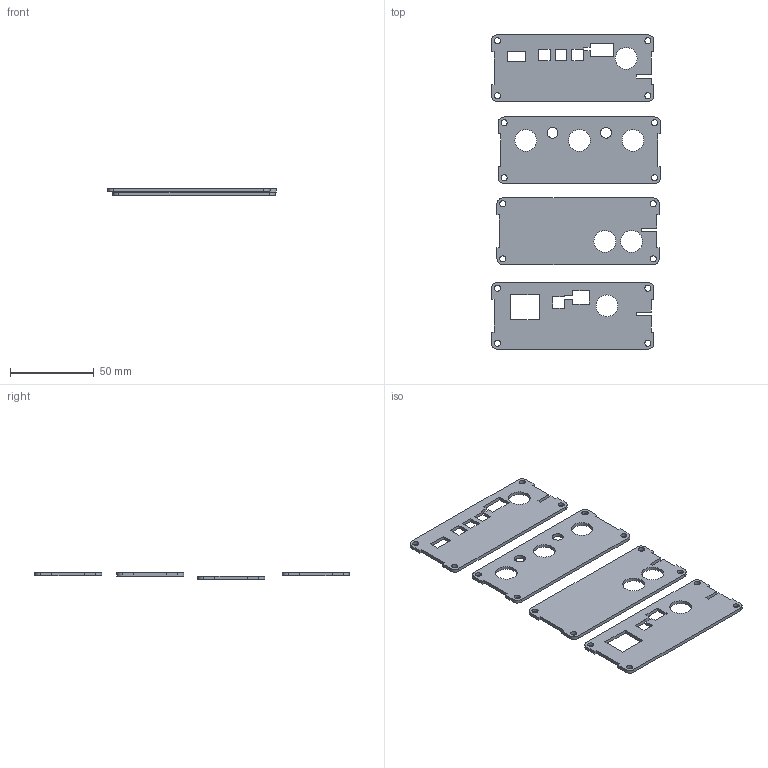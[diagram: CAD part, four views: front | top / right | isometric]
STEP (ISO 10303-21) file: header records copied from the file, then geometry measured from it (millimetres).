
FILE_DESCRIPTION(/* description */ (''),/* implementation_level */ '2;1');
FILE_NAME(/* name */ 'BlinkBoxEndV2v5.step',/* time_stamp */ '2024-01-13T21:25:03-07:00',/* author */ (''),/* organization */ (''),/* preprocessor_version */ 'ST-DEVELOPER v20',/* originating_system */ 'Autodesk Translation Framework v12.14.0.127',/* authorisation */ '');
FILE_SCHEMA (('AUTOMOTIVE_DESIGN { 1 0 10303 214 3 1 1 }'));
Length unit declared in the file: millimetre
Products named in the file (1): BlinkBoxEndV2
Bounding box: 100.87 x 187.7 x 4.08 mm (x, y, z)
Volume: 26485.9 mm3; surface area: 30409.3 mm2
Topology: 4 solids, 4 shells, 149 faces, 423 edges, 282 vertices
Faces by surface type: plane 108, cylinder 41
Full cylindrical faces by diameter (mm): 3.65 x16, 6.5 x2, 13 x7
Entity records: 4973 total; most frequent: CARTESIAN_POINT 855, ORIENTED_EDGE 846, DIRECTION 805, EDGE_CURVE 423, LINE 341, VECTOR 341, VERTEX_POINT 282, AXIS2_PLACEMENT_3D 232
